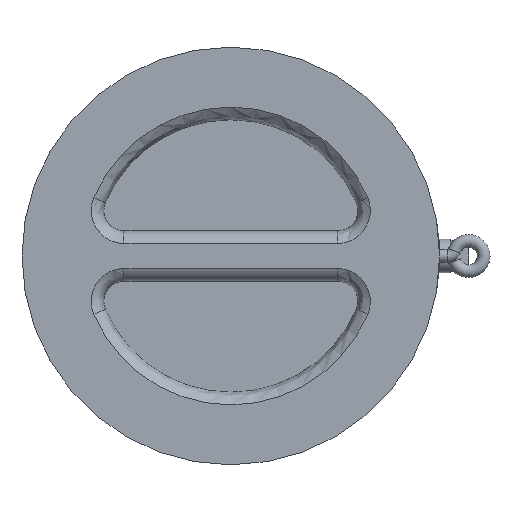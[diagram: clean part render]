
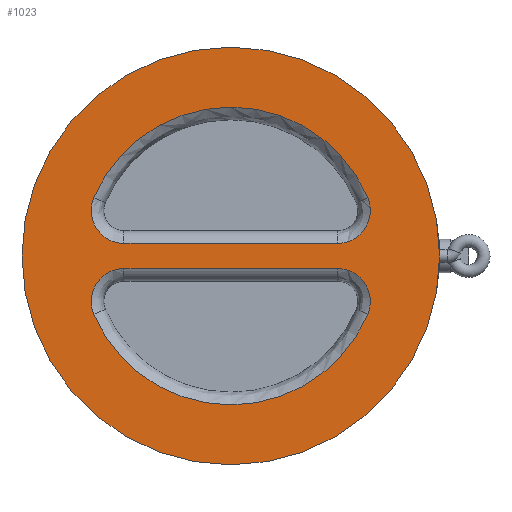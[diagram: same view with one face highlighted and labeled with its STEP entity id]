
A CAD part, front view. The second image highlights one B-rep face of the part: STEP entity #1023.
In plain terms, the highlighted planar face has unit normal (0, -1, 0).
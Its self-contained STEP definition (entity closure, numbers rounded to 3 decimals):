
#929=CARTESIAN_POINT('',(-165.5,0.0,0.0));
#930=VERTEX_POINT('',#929);
#931=CARTESIAN_POINT('',(0.0,0.0,0.0));
#932=DIRECTION('',(0.0,1.0,0.0));
#933=DIRECTION('',(-1.0,0.0,0.0));
#934=AXIS2_PLACEMENT_3D('',#931,#932,#933);
#935=CIRCLE('',#934,165.5);
#936=EDGE_CURVE('',#930,#930,#935,.T.);
#941=CARTESIAN_POINT('',(-82.75,0.0,0.0));
#942=DIRECTION('',(0.0,-1.0,0.0));
#943=DIRECTION('',(0.0,0.0,-1.0));
#944=AXIS2_PLACEMENT_3D('',#941,#942,#943);
#945=PLANE('',#944);
#946=ORIENTED_EDGE('',*,*,#936,.F.);
#947=EDGE_LOOP('',(#946));
#948=FACE_OUTER_BOUND('',#947,.T.);
#949=CARTESIAN_POINT('',(108.591,0.0,46.174));
#950=VERTEX_POINT('',#949);
#951=CARTESIAN_POINT('',(84.664,0.0,10.));
#952=VERTEX_POINT('',#951);
#953=CARTESIAN_POINT('',(84.664,0.0,36.));
#954=DIRECTION('',(0.0,1.0,0.0));
#955=DIRECTION('',(0.0,0.0,1.0));
#956=AXIS2_PLACEMENT_3D('',#953,#954,#955);
#957=CIRCLE('',#956,26.);
#958=EDGE_CURVE('',#950,#952,#957,.T.);
#959=ORIENTED_EDGE('',*,*,#958,.T.);
#960=CARTESIAN_POINT('',(-84.664,0.0,10.));
#961=VERTEX_POINT('',#960);
#962=CARTESIAN_POINT('',(84.664,0.0,10.));
#963=DIRECTION('',(-1.0,0.0,0.0));
#964=VECTOR('',#963,169.328);
#965=LINE('',#962,#964);
#966=EDGE_CURVE('',#952,#961,#965,.T.);
#967=ORIENTED_EDGE('',*,*,#966,.T.);
#968=CARTESIAN_POINT('',(-108.591,0.0,46.174));
#969=VERTEX_POINT('',#968);
#970=CARTESIAN_POINT('',(-84.664,0.0,36.));
#971=DIRECTION('',(0.0,1.0,0.0));
#972=DIRECTION('',(0.0,0.0,1.0));
#973=AXIS2_PLACEMENT_3D('',#970,#971,#972);
#974=CIRCLE('',#973,26.);
#975=EDGE_CURVE('',#961,#969,#974,.T.);
#976=ORIENTED_EDGE('',*,*,#975,.T.);
#977=CARTESIAN_POINT('',(0.0,0.0,0.0));
#978=DIRECTION('',(0.0,1.0,0.0));
#979=DIRECTION('',(0.0,0.0,1.0));
#980=AXIS2_PLACEMENT_3D('',#977,#978,#979);
#981=CIRCLE('',#980,118.0);
#982=EDGE_CURVE('',#969,#950,#981,.T.);
#983=ORIENTED_EDGE('',*,*,#982,.T.);
#984=EDGE_LOOP('',(#959,#967,#976,#983));
#985=FACE_BOUND('',#984,.T.);
#986=CARTESIAN_POINT('',(-108.591,0.0,-46.174));
#987=VERTEX_POINT('',#986);
#988=CARTESIAN_POINT('',(-84.664,0.0,-10.0));
#989=VERTEX_POINT('',#988);
#990=CARTESIAN_POINT('',(-84.664,0.0,-36.));
#991=DIRECTION('',(0.0,1.0,0.0));
#992=DIRECTION('',(0.0,0.0,1.0));
#993=AXIS2_PLACEMENT_3D('',#990,#991,#992);
#994=CIRCLE('',#993,26.);
#995=EDGE_CURVE('',#987,#989,#994,.T.);
#996=ORIENTED_EDGE('',*,*,#995,.T.);
#997=CARTESIAN_POINT('',(84.664,0.0,-10.0));
#998=VERTEX_POINT('',#997);
#999=CARTESIAN_POINT('',(-84.664,0.0,-10.0));
#1000=DIRECTION('',(1.0,0.0,0.0));
#1001=VECTOR('',#1000,169.328);
#1002=LINE('',#999,#1001);
#1003=EDGE_CURVE('',#989,#998,#1002,.T.);
#1004=ORIENTED_EDGE('',*,*,#1003,.T.);
#1005=CARTESIAN_POINT('',(108.591,0.0,-46.174));
#1006=VERTEX_POINT('',#1005);
#1007=CARTESIAN_POINT('',(84.664,0.0,-36.));
#1008=DIRECTION('',(0.0,1.0,0.0));
#1009=DIRECTION('',(0.0,0.0,1.0));
#1010=AXIS2_PLACEMENT_3D('',#1007,#1008,#1009);
#1011=CIRCLE('',#1010,26.);
#1012=EDGE_CURVE('',#998,#1006,#1011,.T.);
#1013=ORIENTED_EDGE('',*,*,#1012,.T.);
#1014=CARTESIAN_POINT('',(0.0,0.0,0.0));
#1015=DIRECTION('',(0.0,1.0,0.0));
#1016=DIRECTION('',(0.0,0.0,1.0));
#1017=AXIS2_PLACEMENT_3D('',#1014,#1015,#1016);
#1018=CIRCLE('',#1017,118.0);
#1019=EDGE_CURVE('',#1006,#987,#1018,.T.);
#1020=ORIENTED_EDGE('',*,*,#1019,.T.);
#1021=EDGE_LOOP('',(#996,#1004,#1013,#1020));
#1022=FACE_BOUND('',#1021,.T.);
#1023=ADVANCED_FACE('',(#948,#985,#1022),#945,.T.);
